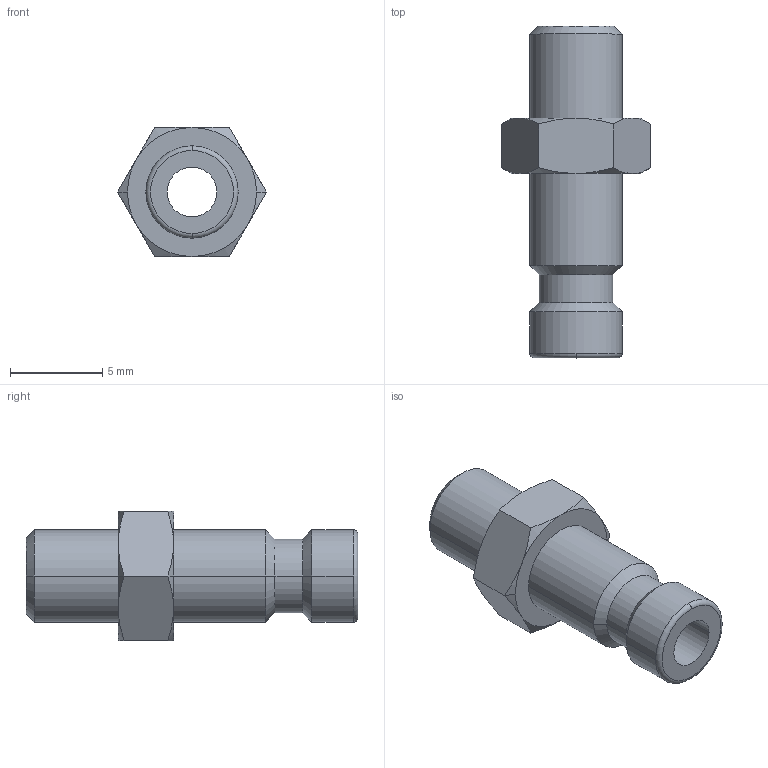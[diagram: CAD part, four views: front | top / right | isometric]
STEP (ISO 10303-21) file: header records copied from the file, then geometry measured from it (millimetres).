
FILE_DESCRIPTION(('STEP AP214'),'1');
FILE_NAME('ESMCE_5_NA.stp','2020-08-17T11:37:25',('TraceParts'),('TraceParts S.A.'),'Spatial InterOp 3D',' ',' ');
FILE_SCHEMA(('AUTOMOTIVE_DESIGN { 1 0 10303 214 1 1 1 1 }'));
Length unit declared in the file: millimetre
Products named in the file (1): ESMCE_5_NA
Bounding box: 8.08 x 18 x 7 mm (x, y, z)
Volume: 302.2 mm3; surface area: 524.1 mm2
Topology: 1 solids, 1 shells, 44 faces, 95 edges, 55 vertices
Faces by surface type: cone 22, cylinder 10, plane 10, torus 2
Entity records: 1580 total; most frequent: CARTESIAN_POINT 291, DIRECTION 206, ORIENTED_EDGE 190, EDGE_CURVE 95, AXIS2_PLACEMENT_3D 90, VERTEX_POINT 55, EDGE_LOOP 48, CIRCLE 45
